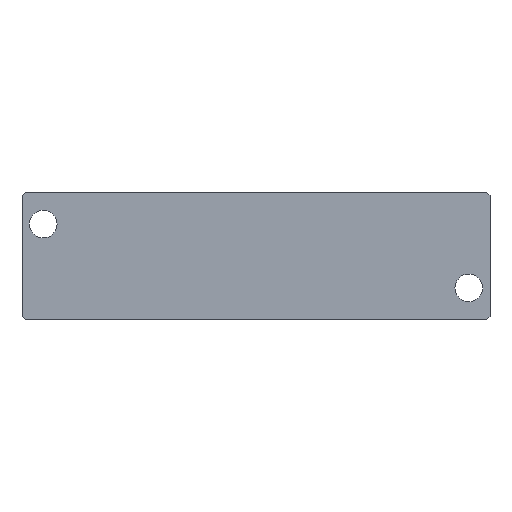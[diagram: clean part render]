
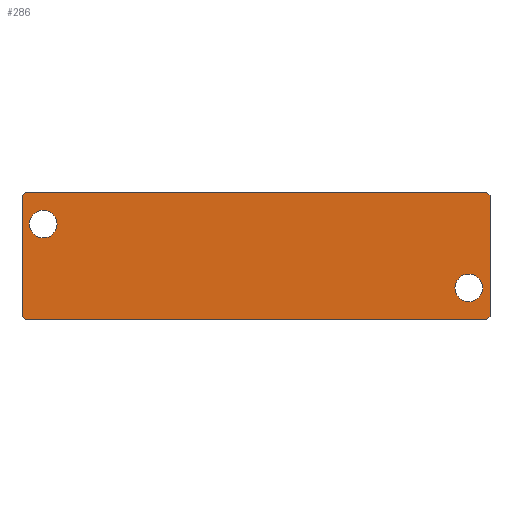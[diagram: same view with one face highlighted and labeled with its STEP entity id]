
A CAD part, top view. The second image highlights one B-rep face of the part: STEP entity #286.
In plain terms, the highlighted planar face has unit normal (0, 0, 1).
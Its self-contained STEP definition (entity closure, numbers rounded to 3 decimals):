
#1 = CARTESIAN_POINT ( 'NONE',  ( 20., -3., 0.8 ) ) ;
#3 = DIRECTION ( 'NONE',  ( 0., 0., -1. ) ) ;
#6 = DIRECTION ( 'NONE',  ( 0., 0., -1. ) ) ;
#11 = DIRECTION ( 'NONE',  ( -1., 0., 0. ) ) ;
#17 = LINE ( 'NONE', #60, #467 ) ;
#19 = DIRECTION ( 'NONE',  ( -0.707, 0.707, 0. ) ) ;
#20 = DIRECTION ( 'NONE',  ( -1., 0., 0. ) ) ;
#24 = CARTESIAN_POINT ( 'NONE',  ( -20., 3., 0.8 ) ) ;
#34 = LINE ( 'NONE', #36, #452 ) ;
#36 = CARTESIAN_POINT ( 'NONE',  ( 27.85, -0.15, 0.8 ) ) ;
#37 = DIRECTION ( 'NONE',  ( 0.707, 0.707, 0. ) ) ;
#39 = CARTESIAN_POINT ( 'NONE',  ( 21.85, -5.85, 0.8 ) ) ;
#40 = DIRECTION ( 'NONE',  ( 0., 1., 0. ) ) ;
#43 = LINE ( 'NONE', #39, #460 ) ;
#60 = CARTESIAN_POINT ( 'NONE',  ( 22., 6., 0.8 ) ) ;
#75 = LINE ( 'NONE', #126, #510 ) ;
#93 = LINE ( 'NONE', #118, #481 ) ;
#100 = DIRECTION ( 'NONE',  ( -1., 0., 0. ) ) ;
#101 = DIRECTION ( 'NONE',  ( -1., 0., 0. ) ) ;
#103 = CARTESIAN_POINT ( 'NONE',  ( 20., -3., 0.8 ) ) ;
#106 = DIRECTION ( 'NONE',  ( -0.707, -0.707, 0. ) ) ;
#107 = LINE ( 'NONE', #108, #491 ) ;
#108 = CARTESIAN_POINT ( 'NONE',  ( -22., -6., 0.8 ) ) ;
#116 = DIRECTION ( 'NONE',  ( 0., 0., -1. ) ) ;
#117 = CARTESIAN_POINT ( 'NONE',  ( -22., 6., 0.8 ) ) ;
#118 = CARTESIAN_POINT ( 'NONE',  ( 0.15, -27.85, 0.8 ) ) ;
#119 = DIRECTION ( 'NONE',  ( 0.707, -0.707, 0. ) ) ;
#125 = DIRECTION ( 'NONE',  ( 1., 0., 0. ) ) ;
#126 = CARTESIAN_POINT ( 'NONE',  ( -5.85, 21.85, 0.8 ) ) ;
#131 = LINE ( 'NONE', #117, #488 ) ;
#133 = CARTESIAN_POINT ( 'NONE',  ( 22., 5.7, 0.8 ) ) ;
#135 = CARTESIAN_POINT ( 'NONE',  ( 22., -6., 0.8 ) ) ;
#139 = CARTESIAN_POINT ( 'NONE',  ( -22., 5.7, 0.8 ) ) ;
#142 = CARTESIAN_POINT ( 'NONE',  ( -21.7, -6., 0.8 ) ) ;
#144 = PLANE ( 'NONE',  #504 ) ;
#152 = FACE_BOUND ( 'NONE', #319, .T. ) ;
#153 = CARTESIAN_POINT ( 'NONE',  ( 18.7, -3., 0.8 ) ) ;
#156 = FACE_BOUND ( 'NONE', #350, .T. ) ;
#160 = CARTESIAN_POINT ( 'NONE',  ( -21.7, 6., 0.8 ) ) ;
#163 = CARTESIAN_POINT ( 'NONE',  ( -22., -5.7, 0.8 ) ) ;
#165 = FACE_OUTER_BOUND ( 'NONE', #297, .T. ) ;
#172 = DIRECTION ( 'NONE',  ( 0., 0., 1. ) ) ;
#174 = CARTESIAN_POINT ( 'NONE',  ( 22., -5.7, 0.8 ) ) ;
#175 = CARTESIAN_POINT ( 'NONE',  ( 21.3, -3., 0.8 ) ) ;
#176 = DIRECTION ( 'NONE',  ( 1., 0., 0. ) ) ;
#177 = CARTESIAN_POINT ( 'NONE',  ( -18.7, 3., 0.8 ) ) ;
#178 = CARTESIAN_POINT ( 'NONE',  ( -21.3, 3., 0.8 ) ) ;
#179 = CARTESIAN_POINT ( 'NONE',  ( 21.7, 6., 0.8 ) ) ;
#181 = CARTESIAN_POINT ( 'NONE',  ( 21.7, -6., 0.8 ) ) ;
#220 = EDGE_CURVE ( 'NONE', #339, #331, #435, .T. ) ;
#230 = EDGE_CURVE ( 'NONE', #345, #316, #423, .T. ) ;
#240 = EDGE_CURVE ( 'NONE', #334, #337, #440, .T. ) ;
#241 = EDGE_CURVE ( 'NONE', #331, #339, #454, .T. ) ;
#245 = EDGE_CURVE ( 'NONE', #343, #336, #34, .T. ) ;
#248 = EDGE_CURVE ( 'NONE', #315, #343, #17, .T. ) ;
#254 = EDGE_CURVE ( 'NONE', #344, #315, #43, .T. ) ;
#272 = EDGE_CURVE ( 'NONE', #337, #334, #464, .T. ) ;
#275 = EDGE_CURVE ( 'NONE', #306, #344, #107, .T. ) ;
#276 = EDGE_CURVE ( 'NONE', #348, #345, #75, .T. ) ;
#280 = EDGE_CURVE ( 'NONE', #336, #348, #131, .T. ) ;
#283 = EDGE_CURVE ( 'NONE', #316, #306, #93, .T. ) ;
#286 = ADVANCED_FACE ( 'NONE', ( #152, #156, #165 ), #144, .T. ) ;
#297 = EDGE_LOOP ( 'NONE', ( #369, #379, #384, #354, #398, #355, #353, #364 ) ) ;
#304 = CARTESIAN_POINT ( 'NONE',  ( -20., 3., 0.8 ) ) ;
#306 = VERTEX_POINT ( 'NONE', #142 ) ;
#315 = VERTEX_POINT ( 'NONE', #174 ) ;
#316 = VERTEX_POINT ( 'NONE', #163 ) ;
#319 = EDGE_LOOP ( 'NONE', ( #332, #327 ) ) ;
#327 = ORIENTED_EDGE ( 'NONE', *, *, #240, .T. ) ;
#331 = VERTEX_POINT ( 'NONE', #177 ) ;
#332 = ORIENTED_EDGE ( 'NONE', *, *, #272, .T. ) ;
#334 = VERTEX_POINT ( 'NONE', #175 ) ;
#336 = VERTEX_POINT ( 'NONE', #179 ) ;
#337 = VERTEX_POINT ( 'NONE', #153 ) ;
#339 = VERTEX_POINT ( 'NONE', #178 ) ;
#343 = VERTEX_POINT ( 'NONE', #133 ) ;
#344 = VERTEX_POINT ( 'NONE', #181 ) ;
#345 = VERTEX_POINT ( 'NONE', #139 ) ;
#348 = VERTEX_POINT ( 'NONE', #160 ) ;
#350 = EDGE_LOOP ( 'NONE', ( #401, #394 ) ) ;
#353 = ORIENTED_EDGE ( 'NONE', *, *, #275, .T. ) ;
#354 = ORIENTED_EDGE ( 'NONE', *, *, #276, .T. ) ;
#355 = ORIENTED_EDGE ( 'NONE', *, *, #283, .T. ) ;
#364 = ORIENTED_EDGE ( 'NONE', *, *, #254, .T. ) ;
#369 = ORIENTED_EDGE ( 'NONE', *, *, #248, .T. ) ;
#379 = ORIENTED_EDGE ( 'NONE', *, *, #245, .T. ) ;
#384 = ORIENTED_EDGE ( 'NONE', *, *, #280, .T. ) ;
#394 = ORIENTED_EDGE ( 'NONE', *, *, #241, .T. ) ;
#398 = ORIENTED_EDGE ( 'NONE', *, *, #230, .T. ) ;
#401 = ORIENTED_EDGE ( 'NONE', *, *, #220, .T. ) ;
#404 = DIRECTION ( 'NONE',  ( -1., 0., 0. ) ) ;
#415 = DIRECTION ( 'NONE',  ( 0., 0., -1. ) ) ;
#421 = CARTESIAN_POINT ( 'NONE',  ( -22., 6., 0.8 ) ) ;
#423 = LINE ( 'NONE', #421, #447 ) ;
#428 = DIRECTION ( 'NONE',  ( 0., -1., 0. ) ) ;
#435 = CIRCLE ( 'NONE', #444, 1.3 ) ;
#440 = CIRCLE ( 'NONE', #441, 1.3 ) ;
#441 = AXIS2_PLACEMENT_3D ( 'NONE', #1, #3, #11 ) ;
#444 = AXIS2_PLACEMENT_3D ( 'NONE', #304, #415, #404 ) ;
#447 = VECTOR ( 'NONE', #428, 1000. ) ;
#450 = AXIS2_PLACEMENT_3D ( 'NONE', #24, #6, #20 ) ;
#452 = VECTOR ( 'NONE', #19, 1000. ) ;
#454 = CIRCLE ( 'NONE', #450, 1.3 ) ;
#460 = VECTOR ( 'NONE', #37, 1000. ) ;
#464 = CIRCLE ( 'NONE', #465, 1.3 ) ;
#465 = AXIS2_PLACEMENT_3D ( 'NONE', #103, #116, #101 ) ;
#467 = VECTOR ( 'NONE', #40, 1000. ) ;
#481 = VECTOR ( 'NONE', #119, 1000. ) ;
#488 = VECTOR ( 'NONE', #100, 1000. ) ;
#491 = VECTOR ( 'NONE', #125, 1000. ) ;
#504 = AXIS2_PLACEMENT_3D ( 'NONE', #135, #172, #176 ) ;
#510 = VECTOR ( 'NONE', #106, 1000. ) ;
